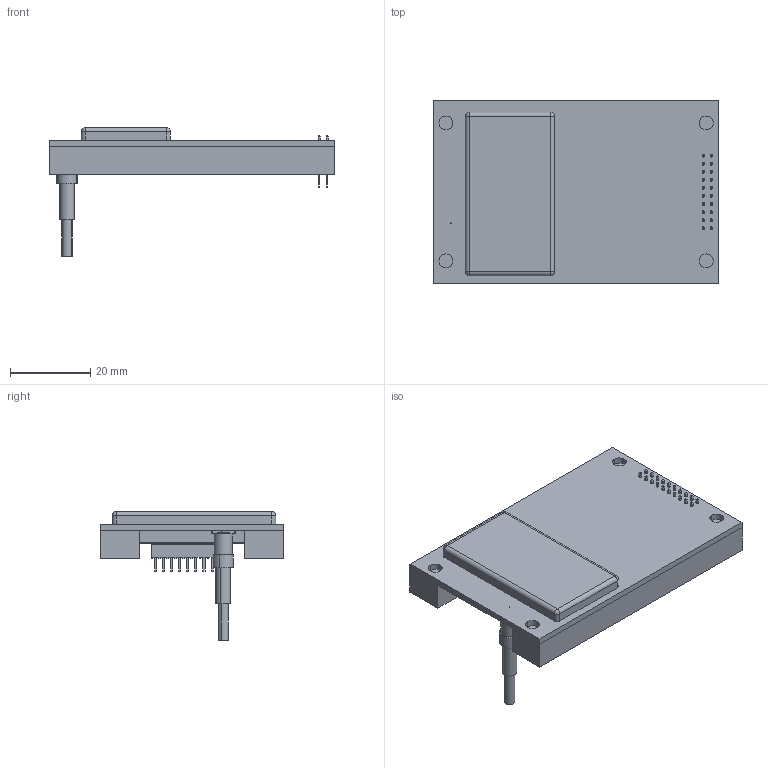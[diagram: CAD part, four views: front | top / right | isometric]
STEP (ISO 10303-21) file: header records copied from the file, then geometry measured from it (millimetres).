
FILE_DESCRIPTION(('FreeCAD Model'),'2;1');
FILE_NAME('Fusion.step' ,'2018-03-03T20:20:58',('kicad StepUp'),('ksu MCAD'), 'Open CASCADE STEP processor 6.8','FreeCAD','Unknown');
FILE_SCHEMA(('AUTOMOTIVE_DESIGN_CC2 { 1 2 10303 214 -1 1 5 4 }'));
Length unit declared in the file: millimetre
Products named in the file (1): Fusion
Bounding box: 71.1 x 45.7 x 31.99 mm (x, y, z)
Volume: 15434.6 mm3; surface area: 11866 mm2
Topology: 2 solids, 5 shells, 1000 faces, 2948 edges, 1861 vertices
Faces by surface type: plane 792, cylinder 186, sphere 12, cone 10
Entity records: 40008 total; most frequent: ORIENTED_EDGE 5868, CARTESIAN_POINT 5796, DIRECTION 5320, EDGE_CURVE 2934, LINE 2550, VECTOR 2550, VERTEX_POINT 1861, AXIS2_PLACEMENT_3D 1385
